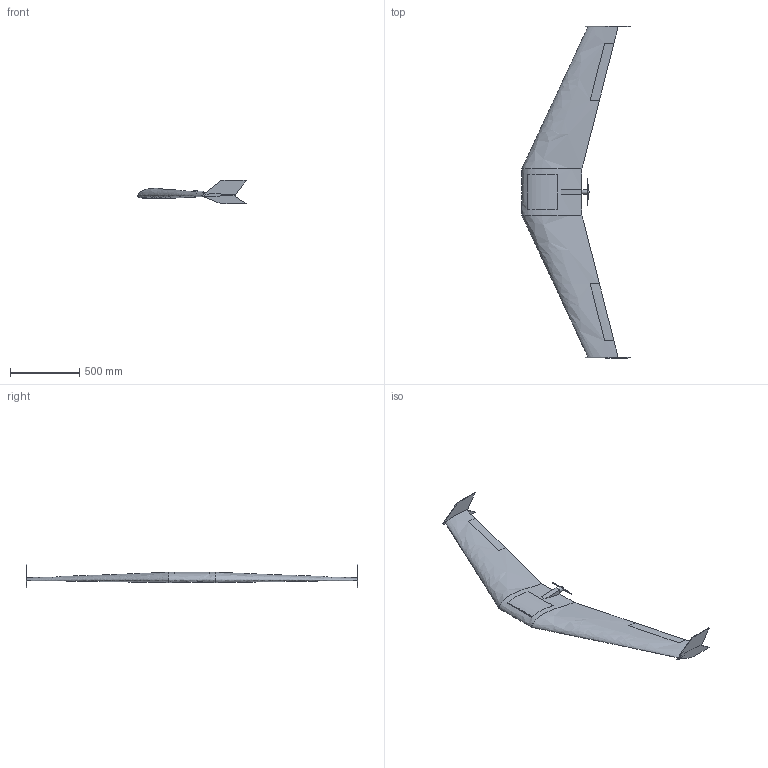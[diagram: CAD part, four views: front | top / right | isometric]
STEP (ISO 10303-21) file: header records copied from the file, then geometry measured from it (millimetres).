
FILE_DESCRIPTION(('Open CASCADE Model'),'2;1');
FILE_NAME('Open CASCADE Shape Model','2023-06-18T23:32:06',('Author'),( 'Open CASCADE'),'ParaPy 1.10.0 - Open CASCADE STEP processor 7.3', 'ParaPy 1.10.0 - Open CASCADE 7.3','Unknown');
FILE_SCHEMA(('AUTOMOTIVE_DESIGN { 1 0 10303 214 1 1 1 1 }'));
Length unit declared in the file: metre
Products named in the file (4): aircraft_solid; SOLID
Assembly tree (3 placements, depth 2):
  aircraft_solid
    SOLID
    SOLID
    SOLID
Bounding box: 782.39 x 2395.88 x 170.96 mm (x, y, z)
Volume: 22936378 mm3; surface area: 2105517.8 mm2
Topology: 3 solids, 4 shells, 44 faces, 95 edges, 66 vertices
Faces by surface type: plane 29, bspline 11, cylinder 2, extrusion 2
Full cylindrical faces by diameter (mm): 14 x1, 33.571 x1
Entity records: 5292 total; most frequent: CARTESIAN_POINT 3568, DIRECTION 199, ORIENTED_EDGE 190, PCURVE 190, DEFINITIONAL_REPRESENTATION 190, B_SPLINE_CURVE_WITH_KNOTS 164, VECTOR 117, LINE 115
